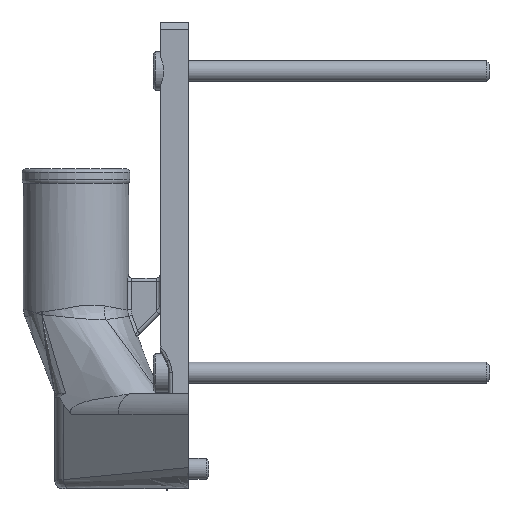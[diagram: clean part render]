
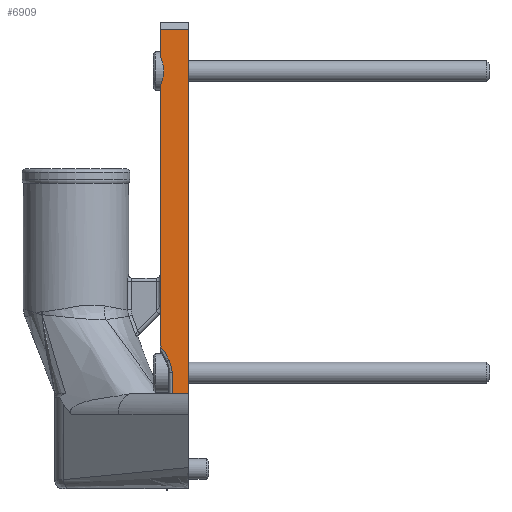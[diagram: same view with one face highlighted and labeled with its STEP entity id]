
A CAD part, left-side view. The second image highlights one B-rep face of the part: STEP entity #6909.
In plain terms, the highlighted planar face has unit normal (-1, 0, 0).
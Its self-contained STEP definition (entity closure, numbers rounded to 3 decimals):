
#87=(
BOUNDED_CURVE()
B_SPLINE_CURVE(2,(#11348,#11349,#11350),.UNSPECIFIED.,.F.,.F.)
B_SPLINE_CURVE_WITH_KNOTS((3,3),(0.212,0.424),
 .UNSPECIFIED.)
CURVE()
GEOMETRIC_REPRESENTATION_ITEM()
RATIONAL_B_SPLINE_CURVE((1.063,1.063,1.))
REPRESENTATION_ITEM('')
);
#88=(
BOUNDED_CURVE()
B_SPLINE_CURVE(2,(#11351,#11352,#11353),.UNSPECIFIED.,.F.,.F.)
B_SPLINE_CURVE_WITH_KNOTS((3,3),(0.,0.212),.UNSPECIFIED.)
CURVE()
GEOMETRIC_REPRESENTATION_ITEM()
RATIONAL_B_SPLINE_CURVE((1.,1.063,1.063))
REPRESENTATION_ITEM('')
);
#154=PLANE('',#7392);
#410=LINE('',#11038,#874);
#412=LINE('',#11193,#876);
#413=LINE('',#11197,#877);
#444=LINE('',#11343,#908);
#445=LINE('',#11345,#909);
#446=LINE('',#11346,#910);
#874=VECTOR('',#8219,10.);
#876=VECTOR('',#8229,10.);
#877=VECTOR('',#8232,10.);
#908=VECTOR('',#8293,10.);
#909=VECTOR('',#8294,10.);
#910=VECTOR('',#8295,10.);
#1451=B_SPLINE_CURVE_WITH_KNOTS('',3,(#11090,#11091,#11092,#11093),
 .UNSPECIFIED.,.F.,.F.,(4,4),(0.,0.187),
 .UNSPECIFIED.);
#1453=B_SPLINE_CURVE_WITH_KNOTS('',3,(#11123,#11124,#11125,#11126),
 .UNSPECIFIED.,.F.,.F.,(4,4),(0.,0.242),
 .UNSPECIFIED.);
#1820=FACE_OUTER_BOUND('',#2250,.T.);
#2250=EDGE_LOOP('',(#5085,#5086,#5087,#5088,#5089,#5090,#5091,#5092,#5093,
#5094));
#3061=VERTEX_POINT('',#11034);
#3063=VERTEX_POINT('',#11037);
#3067=VERTEX_POINT('',#11083);
#3069=VERTEX_POINT('',#11122);
#3071=VERTEX_POINT('',#11192);
#3072=VERTEX_POINT('',#11194);
#3073=VERTEX_POINT('',#11196);
#3123=VERTEX_POINT('',#11342);
#3124=VERTEX_POINT('',#11344);
#3125=VERTEX_POINT('',#11347);
#3796=EDGE_CURVE('',#3061,#3063,#410,.T.);
#3803=EDGE_CURVE('',#3063,#3067,#1451,.T.);
#3805=EDGE_CURVE('',#3067,#3069,#1453,.T.);
#3809=EDGE_CURVE('',#3069,#3071,#412,.T.);
#3811=EDGE_CURVE('',#3072,#3073,#413,.T.);
#3862=EDGE_CURVE('',#3123,#3061,#444,.T.);
#3863=EDGE_CURVE('',#3124,#3123,#445,.T.);
#3864=EDGE_CURVE('',#3124,#3073,#446,.T.);
#3865=EDGE_CURVE('',#3125,#3072,#87,.T.);
#3866=EDGE_CURVE('',#3071,#3125,#88,.T.);
#5085=ORIENTED_EDGE('',*,*,#3805,.F.);
#5086=ORIENTED_EDGE('',*,*,#3803,.F.);
#5087=ORIENTED_EDGE('',*,*,#3796,.F.);
#5088=ORIENTED_EDGE('',*,*,#3862,.F.);
#5089=ORIENTED_EDGE('',*,*,#3863,.F.);
#5090=ORIENTED_EDGE('',*,*,#3864,.T.);
#5091=ORIENTED_EDGE('',*,*,#3811,.F.);
#5092=ORIENTED_EDGE('',*,*,#3865,.F.);
#5093=ORIENTED_EDGE('',*,*,#3866,.F.);
#5094=ORIENTED_EDGE('',*,*,#3809,.F.);
#6909=ADVANCED_FACE('',(#1820),#154,.T.);
#7392=AXIS2_PLACEMENT_3D('',#11341,#8291,#8292);
#8219=DIRECTION('',(0.,0.,1.));
#8229=DIRECTION('',(0.,0.,1.));
#8232=DIRECTION('',(0.,0.,1.));
#8291=DIRECTION('center_axis',(-1.,0.,0.));
#8292=DIRECTION('ref_axis',(0.,0.,1.));
#8293=DIRECTION('',(0.,1.,0.));
#8294=DIRECTION('',(0.,0.,-1.));
#8295=DIRECTION('',(0.,1.,0.));
#11034=CARTESIAN_POINT('',(-22.,2.293,13.5));
#11037=CARTESIAN_POINT('',(-22.,2.293,16.5));
#11038=CARTESIAN_POINT('',(-22.,2.293,12.563));
#11083=CARTESIAN_POINT('',(-22.,2.73,18.304));
#11090=CARTESIAN_POINT('Ctrl Pts',(-22.,2.293,16.5));
#11091=CARTESIAN_POINT('Ctrl Pts',(-22.,2.293,17.124));
#11092=CARTESIAN_POINT('Ctrl Pts',(-22.,2.471,17.737));
#11093=CARTESIAN_POINT('Ctrl Pts',(-22.,2.73,18.304));
#11122=CARTESIAN_POINT('',(-22.,4.,20.355));
#11123=CARTESIAN_POINT('Ctrl Pts',(-22.,2.73,18.304));
#11124=CARTESIAN_POINT('Ctrl Pts',(-22.,3.066,19.036));
#11125=CARTESIAN_POINT('Ctrl Pts',(-22.,3.521,19.708));
#11126=CARTESIAN_POINT('Ctrl Pts',(-22.,4.,20.355));
#11192=CARTESIAN_POINT('',(-22.,4.,57.438));
#11193=CARTESIAN_POINT('',(-22.,4.,65.5));
#11194=CARTESIAN_POINT('',(-22.,4.,61.562));
#11196=CARTESIAN_POINT('',(-22.,4.,65.5));
#11197=CARTESIAN_POINT('',(-22.,4.,65.5));
#11341=CARTESIAN_POINT('Origin',(-22.,0.,13.5));
#11342=CARTESIAN_POINT('',(-22.,0.,13.5));
#11343=CARTESIAN_POINT('',(-22.,0.,13.5));
#11344=CARTESIAN_POINT('',(-22.,0.,65.5));
#11345=CARTESIAN_POINT('',(-22.,0.,65.5));
#11346=CARTESIAN_POINT('',(-22.,0.,65.5));
#11347=CARTESIAN_POINT('',(-22.,3.5,59.5));
#11348=CARTESIAN_POINT('Ctrl Pts',(-22.,3.5,59.5));
#11349=CARTESIAN_POINT('Ctrl Pts',(-22.,3.5,60.47));
#11350=CARTESIAN_POINT('Ctrl Pts',(-22.,4.,61.562));
#11351=CARTESIAN_POINT('Ctrl Pts',(-22.,4.,57.438));
#11352=CARTESIAN_POINT('Ctrl Pts',(-22.,3.5,58.53));
#11353=CARTESIAN_POINT('Ctrl Pts',(-22.,3.5,59.5));
